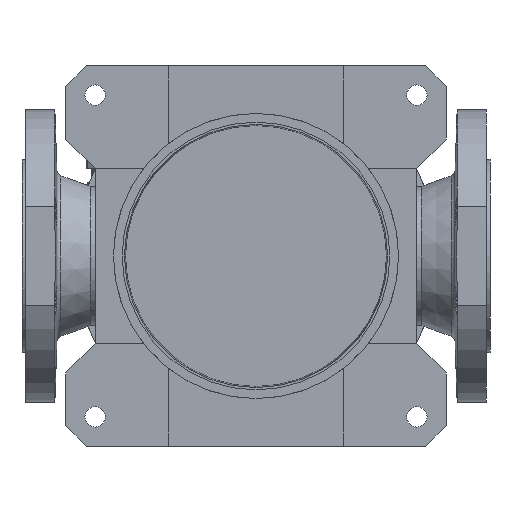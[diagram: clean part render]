
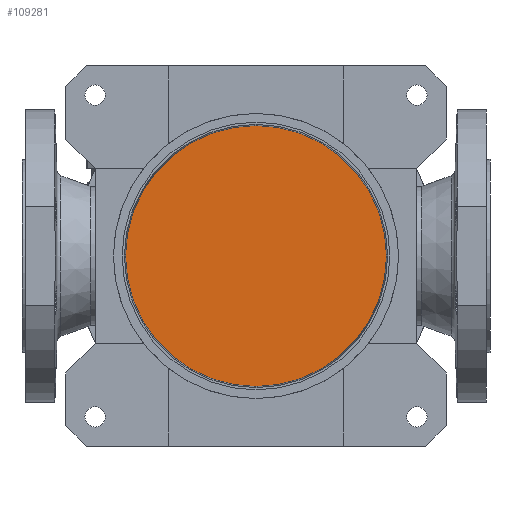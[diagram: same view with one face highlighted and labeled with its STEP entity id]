
A CAD part, front view. The second image highlights one B-rep face of the part: STEP entity #109281.
In plain terms, the highlighted planar face has unit normal (0, -1, 0).
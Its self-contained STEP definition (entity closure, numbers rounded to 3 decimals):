
#4360 = EDGE_LOOP ( 'NONE', ( #116294, #87803 ) ) ;
#15910 = CARTESIAN_POINT ( 'NONE',  ( 0., -46., -89.214 ) ) ;
#16383 = CIRCLE ( 'NONE', #39859, 89.214 ) ;
#38644 = EDGE_CURVE ( 'NONE', #63678, #41658, #16383, .T. ) ;
#39859 = AXIS2_PLACEMENT_3D ( 'NONE', #98695, #57248, #86699 ) ;
#41658 = VERTEX_POINT ( 'NONE', #114272 ) ;
#46366 = AXIS2_PLACEMENT_3D ( 'NONE', #110933, #82158, #49441 ) ;
#49441 = DIRECTION ( 'NONE',  ( 0., 0., -1. ) ) ;
#56284 = CARTESIAN_POINT ( 'NONE',  ( 0., -46., 0. ) ) ;
#57248 = DIRECTION ( 'NONE',  ( 0., 1., 0. ) ) ;
#57406 = AXIS2_PLACEMENT_3D ( 'NONE', #56284, #126512, #107756 ) ;
#63678 = VERTEX_POINT ( 'NONE', #15910 ) ;
#80863 = PLANE ( 'NONE',  #46366 ) ;
#82158 = DIRECTION ( 'NONE',  ( 0., -1., 0. ) ) ;
#86699 = DIRECTION ( 'NONE',  ( 0., 0., 1. ) ) ;
#87803 = ORIENTED_EDGE ( 'NONE', *, *, #88798, .F. ) ;
#88798 = EDGE_CURVE ( 'NONE', #41658, #63678, #89374, .T. ) ;
#89374 = CIRCLE ( 'NONE', #57406, 89.214 ) ;
#98695 = CARTESIAN_POINT ( 'NONE',  ( 0., -46., 0. ) ) ;
#107756 = DIRECTION ( 'NONE',  ( 0., 0., 1. ) ) ;
#109281 = ADVANCED_FACE ( 'NONE', ( #131666 ), #80863, .T. ) ;
#110933 = CARTESIAN_POINT ( 'NONE',  ( 0., -46., 0. ) ) ;
#114272 = CARTESIAN_POINT ( 'NONE',  ( 0., -46., 89.214 ) ) ;
#116294 = ORIENTED_EDGE ( 'NONE', *, *, #38644, .F. ) ;
#126512 = DIRECTION ( 'NONE',  ( 0., 1., 0. ) ) ;
#131666 = FACE_OUTER_BOUND ( 'NONE', #4360, .T. ) ;
